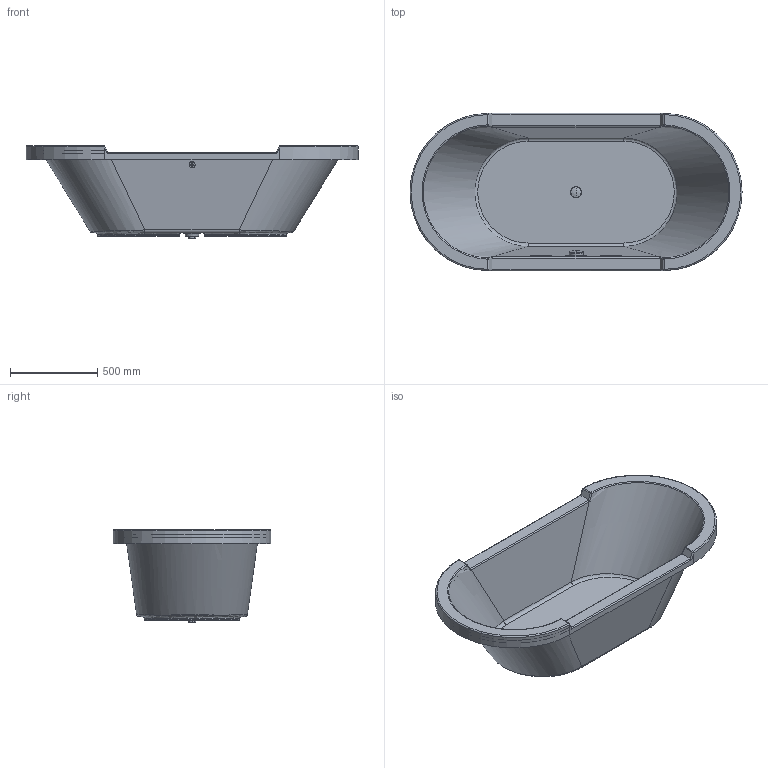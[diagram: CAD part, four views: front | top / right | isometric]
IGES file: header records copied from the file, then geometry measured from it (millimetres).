
Global section: file name: No Iges File Name specified; native system: Autodesk Inventor 2009; preprocessor: AutoDesk Inventor Iges Exporter R2009; author: Andreas; date: 20100518.183612; units: millimetre
Bounding box: 1900 x 900 x 531 mm (x, y, z)
Volume: 34136191.6 mm3; surface area: 6295747.6 mm2
Topology: 4 solids, 4 shells, 178 faces, 445 edges, 274 vertices
Faces by surface type: plane 58, cylinder 41, bspline 38, revolution 23, torus 10, cone 4, sphere 4
